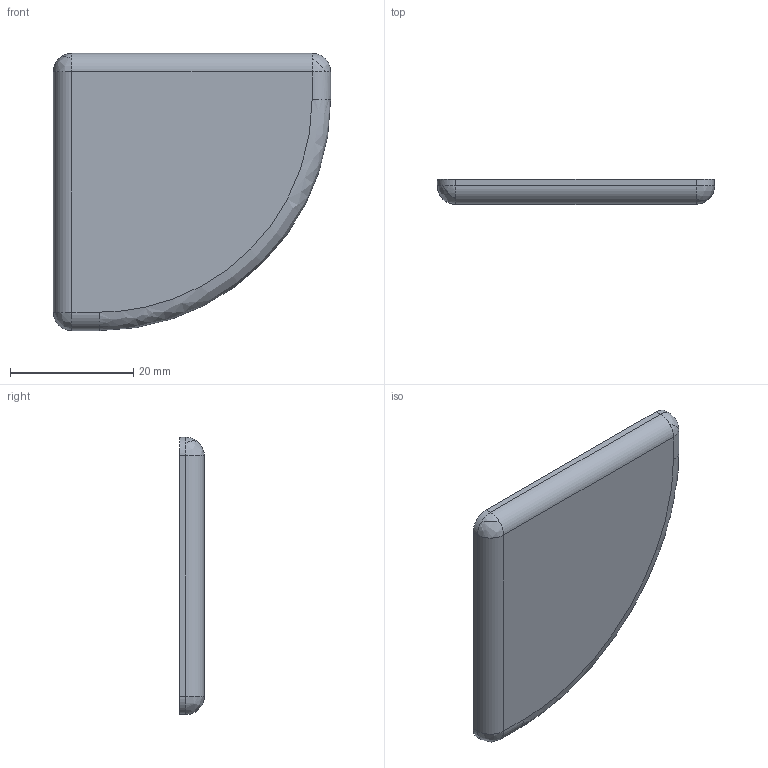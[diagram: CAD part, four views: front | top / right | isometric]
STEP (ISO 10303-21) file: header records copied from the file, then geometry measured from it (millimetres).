
FILE_DESCRIPTION (( 'STEP AP214' ), '1' );
FILE_NAME ('6131100', '2019-02-04T08:08:24', ( '' ), ('JUGARD+KÜNSTNER GmbH'), 'SwSTEP 2.0', 'SolidWorks 2017', '' );
FILE_SCHEMA (( 'AUTOMOTIVE_DESIGN' ));
Length unit declared in the file: millimetre
Products named in the file (1): 6131100_CNAJF00
Bounding box: 45 x 4 x 45 mm (x, y, z)
Volume: 6568.7 mm3; surface area: 3864.9 mm2
Topology: 1 solids, 1 shells, 20 faces, 45 edges, 25 vertices
Faces by surface type: cylinder 8, bspline 6, plane 6
Entity records: 641 total; most frequent: CARTESIAN_POINT 182, DIRECTION 94, ORIENTED_EDGE 86, EDGE_CURVE 43, AXIS2_PLACEMENT_3D 37, VERTEX_POINT 25, CIRCLE 22, VECTOR 20
